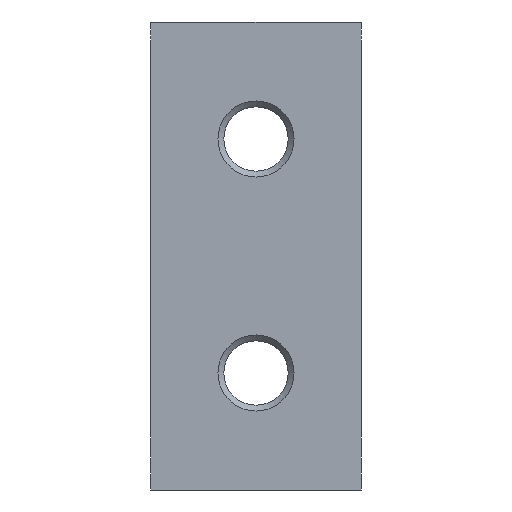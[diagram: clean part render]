
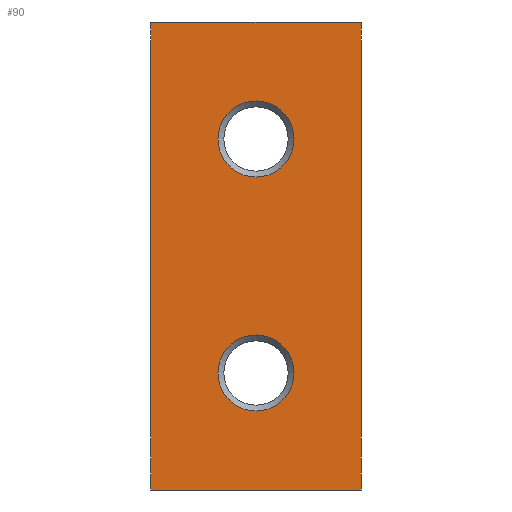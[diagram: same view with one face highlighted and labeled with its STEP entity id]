
A CAD part, front view. The second image highlights one B-rep face of the part: STEP entity #90.
In plain terms, the highlighted planar face has unit normal (0, -1, 0).
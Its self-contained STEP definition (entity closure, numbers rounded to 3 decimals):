
#64 = VERTEX_POINT('',#65);
#65 = CARTESIAN_POINT('',(0.,0.,40.));
#71 = EDGE_CURVE('',#72,#64,#74,.T.);
#72 = VERTEX_POINT('',#73);
#73 = CARTESIAN_POINT('',(18.,0.,40.));
#74 = LINE('',#75,#76);
#75 = CARTESIAN_POINT('',(18.,0.,40.));
#76 = VECTOR('',#77,1.);
#77 = DIRECTION('',(-1.,0.,0.));
#90 = ADVANCED_FACE('',(#91,#102,#113),#138,.F.);
#91 = FACE_BOUND('',#92,.T.);
#92 = EDGE_LOOP('',(#93));
#93 = ORIENTED_EDGE('',*,*,#94,.F.);
#94 = EDGE_CURVE('',#95,#95,#97,.T.);
#95 = VERTEX_POINT('',#96);
#96 = CARTESIAN_POINT('',(9.,0.,26.75));
#97 = CIRCLE('',#98,3.25);
#98 = AXIS2_PLACEMENT_3D('',#99,#100,#101);
#99 = CARTESIAN_POINT('',(9.,0.,30.));
#100 = DIRECTION('',(0.,-1.,0.));
#101 = DIRECTION('',(0.,0.,-1.));
#102 = FACE_BOUND('',#103,.T.);
#103 = EDGE_LOOP('',(#104));
#104 = ORIENTED_EDGE('',*,*,#105,.F.);
#105 = EDGE_CURVE('',#106,#106,#108,.T.);
#106 = VERTEX_POINT('',#107);
#107 = CARTESIAN_POINT('',(9.,0.,6.75));
#108 = CIRCLE('',#109,3.25);
#109 = AXIS2_PLACEMENT_3D('',#110,#111,#112);
#110 = CARTESIAN_POINT('',(9.,0.,10.));
#111 = DIRECTION('',(0.,-1.,0.));
#112 = DIRECTION('',(0.,0.,-1.));
#113 = FACE_BOUND('',#114,.T.);
#114 = EDGE_LOOP('',(#115,#123,#131,#137));
#115 = ORIENTED_EDGE('',*,*,#116,.T.);
#116 = EDGE_CURVE('',#64,#117,#119,.T.);
#117 = VERTEX_POINT('',#118);
#118 = CARTESIAN_POINT('',(0.,0.,0.));
#119 = LINE('',#120,#121);
#120 = CARTESIAN_POINT('',(0.,0.,40.));
#121 = VECTOR('',#122,1.);
#122 = DIRECTION('',(0.,0.,-1.));
#123 = ORIENTED_EDGE('',*,*,#124,.F.);
#124 = EDGE_CURVE('',#125,#117,#127,.T.);
#125 = VERTEX_POINT('',#126);
#126 = CARTESIAN_POINT('',(18.,0.,0.));
#127 = LINE('',#128,#129);
#128 = CARTESIAN_POINT('',(18.,0.,0.));
#129 = VECTOR('',#130,1.);
#130 = DIRECTION('',(-1.,0.,0.));
#131 = ORIENTED_EDGE('',*,*,#132,.F.);
#132 = EDGE_CURVE('',#72,#125,#133,.T.);
#133 = LINE('',#134,#135);
#134 = CARTESIAN_POINT('',(18.,0.,40.));
#135 = VECTOR('',#136,1.);
#136 = DIRECTION('',(0.,0.,-1.));
#137 = ORIENTED_EDGE('',*,*,#71,.T.);
#138 = PLANE('',#139);
#139 = AXIS2_PLACEMENT_3D('',#140,#141,#142);
#140 = CARTESIAN_POINT('',(18.,0.,40.));
#141 = DIRECTION('',(0.,1.,0.));
#142 = DIRECTION('',(0.,-0.,1.));
